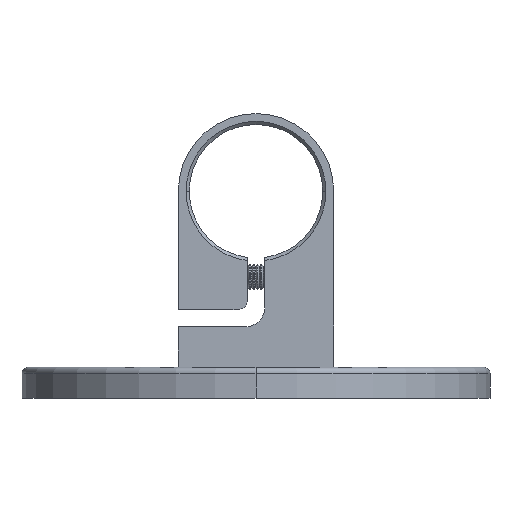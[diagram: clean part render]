
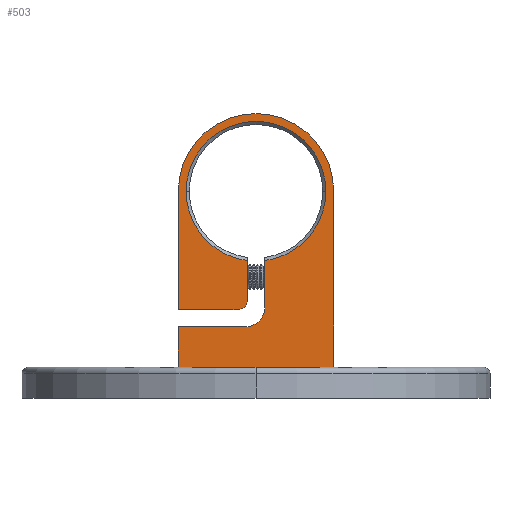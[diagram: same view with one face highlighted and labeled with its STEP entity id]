
A CAD part, front view. The second image highlights one B-rep face of the part: STEP entity #503.
In plain terms, the highlighted face is planar.
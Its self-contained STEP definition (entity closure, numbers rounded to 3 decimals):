
#23 = DIRECTION ( 'NONE',  ( 1., 0., 0. ) ) ;
#44 = CARTESIAN_POINT ( 'NONE',  ( 8., 13., 24.9 ) ) ;
#483 = DIRECTION ( 'NONE',  ( 0., 1., 0. ) ) ;
#503 = ADVANCED_FACE ( 'NONE', ( #26825 ), #7302, .T. ) ;
#832 = ORIENTED_EDGE ( 'NONE', *, *, #28797, .T. ) ;
#835 = LINE ( 'NONE', #13542, #13449 ) ;
#1399 = CARTESIAN_POINT ( 'NONE',  ( 8., 21.5, 5.75 ) ) ;
#1413 = ORIENTED_EDGE ( 'NONE', *, *, #23267, .T. ) ;
#1544 = DIRECTION ( 'NONE',  ( 1., 0., 0. ) ) ;
#1675 = EDGE_CURVE ( 'NONE', #10523, #13202, #4846, .T. ) ;
#2392 = DIRECTION ( 'NONE',  ( 0., 1., 0. ) ) ;
#2878 = DIRECTION ( 'NONE',  ( 0., 0., -1. ) ) ;
#4165 = VERTEX_POINT ( 'NONE', #17170 ) ;
#4322 = EDGE_CURVE ( 'NONE', #13974, #13617, #24917, .T. ) ;
#4398 = DIRECTION ( 'NONE',  ( -1., 0., 0. ) ) ;
#4601 = CARTESIAN_POINT ( 'NONE',  ( 8., 35.177, 2.75 ) ) ;
#4707 = DIRECTION ( 'NONE',  ( 0., 0., -1. ) ) ;
#4846 = LINE ( 'NONE', #7212, #5561 ) ;
#5266 = ORIENTED_EDGE ( 'NONE', *, *, #4322, .T. ) ;
#5561 = VECTOR ( 'NONE', #21174, 1000. ) ;
#6007 = DIRECTION ( 'NONE',  ( 0., 0., 1. ) ) ;
#6436 = EDGE_CURVE ( 'NONE', #7460, #17570, #14932, .T. ) ;
#6594 = CIRCLE ( 'NONE', #25439, 22.4 ) ;
#6808 = AXIS2_PLACEMENT_3D ( 'NONE', #21010, #23343, #19096 ) ;
#7212 = CARTESIAN_POINT ( 'NONE',  ( 8., 0., 24.9 ) ) ;
#7302 = PLANE ( 'NONE',  #20012 ) ;
#7460 = VERTEX_POINT ( 'NONE', #44 ) ;
#7487 = CARTESIAN_POINT ( 'NONE',  ( 8., 0., 24.9 ) ) ;
#7539 = LINE ( 'NONE', #28200, #19789 ) ;
#7777 = ORIENTED_EDGE ( 'NONE', *, *, #6436, .F. ) ;
#8191 = ORIENTED_EDGE ( 'NONE', *, *, #20270, .T. ) ;
#8469 = CARTESIAN_POINT ( 'NONE',  ( 8., 19., 3.25 ) ) ;
#9109 = CARTESIAN_POINT ( 'NONE',  ( 8., 18.5, 5.75 ) ) ;
#9396 = VERTEX_POINT ( 'NONE', #15588 ) ;
#10240 = EDGE_CURVE ( 'NONE', #9396, #29484, #25945, .T. ) ;
#10523 = VERTEX_POINT ( 'NONE', #7487 ) ;
#10620 = DIRECTION ( 'NONE',  ( -1., 0., 0. ) ) ;
#11755 = ORIENTED_EDGE ( 'NONE', *, *, #12895, .T. ) ;
#11775 = EDGE_CURVE ( 'NONE', #29484, #25305, #21589, .T. ) ;
#11916 = EDGE_CURVE ( 'NONE', #13202, #14517, #7539, .T. ) ;
#12877 = EDGE_LOOP ( 'NONE', ( #19063, #5266, #8191, #11755, #17567, #15363, #7777, #832, #29195, #23248, #1413, #23271, #24503, #16047 ) ) ;
#12895 = EDGE_CURVE ( 'NONE', #27870, #4165, #29454, .T. ) ;
#13162 = DIRECTION ( 'NONE',  ( 0., -1., 0. ) ) ;
#13202 = VERTEX_POINT ( 'NONE', #14388 ) ;
#13373 = DIRECTION ( 'NONE',  ( -1., 0., 0. ) ) ;
#13449 = VECTOR ( 'NONE', #18068, 1000. ) ;
#13542 = CARTESIAN_POINT ( 'NONE',  ( 8., 56.4, 24.9 ) ) ;
#13617 = VERTEX_POINT ( 'NONE', #15507 ) ;
#13702 = CARTESIAN_POINT ( 'NONE',  ( 8., 56.4, -22.4 ) ) ;
#13902 = CARTESIAN_POINT ( 'NONE',  ( 8., 18.5, 5.75 ) ) ;
#13974 = VERTEX_POINT ( 'NONE', #17395 ) ;
#14029 = VECTOR ( 'NONE', #15984, 1000. ) ;
#14151 = EDGE_CURVE ( 'NONE', #13974, #9396, #16182, .T. ) ;
#14255 = DIRECTION ( 'NONE',  ( 1., 0., 0. ) ) ;
#14388 = CARTESIAN_POINT ( 'NONE',  ( 8., 0., -24.9 ) ) ;
#14517 = VERTEX_POINT ( 'NONE', #24493 ) ;
#14932 = LINE ( 'NONE', #28005, #27535 ) ;
#15214 = DIRECTION ( 'NONE',  ( 0., 0., -1. ) ) ;
#15218 = LINE ( 'NONE', #15980, #20983 ) ;
#15298 = AXIS2_PLACEMENT_3D ( 'NONE', #20672, #4398, #25306 ) ;
#15363 = ORIENTED_EDGE ( 'NONE', *, *, #22613, .F. ) ;
#15507 = CARTESIAN_POINT ( 'NONE',  ( 8., 56.4, 22.4 ) ) ;
#15588 = CARTESIAN_POINT ( 'NONE',  ( 8., 21.5, 2.75 ) ) ;
#15854 = AXIS2_PLACEMENT_3D ( 'NONE', #8469, #1544, #15214 ) ;
#15980 = CARTESIAN_POINT ( 'NONE',  ( 8., 19., -2.75 ) ) ;
#15984 = DIRECTION ( 'NONE',  ( 0., -1., 0. ) ) ;
#16047 = ORIENTED_EDGE ( 'NONE', *, *, #10240, .F. ) ;
#16182 = LINE ( 'NONE', #4601, #14029 ) ;
#16846 = CARTESIAN_POINT ( 'NONE',  ( 8., 19., -2.75 ) ) ;
#17166 = LINE ( 'NONE', #19803, #26155 ) ;
#17170 = CARTESIAN_POINT ( 'NONE',  ( 8., 34.169, -2.75 ) ) ;
#17395 = CARTESIAN_POINT ( 'NONE',  ( 8., 34.169, 2.75 ) ) ;
#17567 = ORIENTED_EDGE ( 'NONE', *, *, #24141, .F. ) ;
#17570 = VERTEX_POINT ( 'NONE', #19290 ) ;
#17684 = DIRECTION ( 'NONE',  ( 0., 0., -1. ) ) ;
#18068 = DIRECTION ( 'NONE',  ( 0., -1., 0. ) ) ;
#18101 = CARTESIAN_POINT ( 'NONE',  ( 8., 56.4, 0. ) ) ;
#18546 = CIRCLE ( 'NONE', #18583, 24.9 ) ;
#18583 = AXIS2_PLACEMENT_3D ( 'NONE', #18101, #23, #4707 ) ;
#19063 = ORIENTED_EDGE ( 'NONE', *, *, #14151, .F. ) ;
#19096 = DIRECTION ( 'NONE',  ( 0., 0., -1. ) ) ;
#19290 = CARTESIAN_POINT ( 'NONE',  ( 8., 13., 3.25 ) ) ;
#19789 = VECTOR ( 'NONE', #483, 1000. ) ;
#19803 = CARTESIAN_POINT ( 'NONE',  ( 8., 56.4, 24.9 ) ) ;
#20012 = AXIS2_PLACEMENT_3D ( 'NONE', #23411, #14255, #2878 ) ;
#20048 = CARTESIAN_POINT ( 'NONE',  ( 8., 56.4, 24.9 ) ) ;
#20270 = EDGE_CURVE ( 'NONE', #13617, #27870, #6594, .T. ) ;
#20672 = CARTESIAN_POINT ( 'NONE',  ( 8., 56.4, 0. ) ) ;
#20983 = VECTOR ( 'NONE', #2392, 1000. ) ;
#21010 = CARTESIAN_POINT ( 'NONE',  ( 8., 56.4, 0. ) ) ;
#21174 = DIRECTION ( 'NONE',  ( 0., 0., -1. ) ) ;
#21584 = CIRCLE ( 'NONE', #15854, 6. ) ;
#21589 = LINE ( 'NONE', #9109, #21956 ) ;
#21956 = VECTOR ( 'NONE', #25213, 1000. ) ;
#22005 = VERTEX_POINT ( 'NONE', #16846 ) ;
#22613 = EDGE_CURVE ( 'NONE', #17570, #22005, #21584, .T. ) ;
#23248 = ORIENTED_EDGE ( 'NONE', *, *, #11916, .T. ) ;
#23267 = EDGE_CURVE ( 'NONE', #14517, #29357, #18546, .T. ) ;
#23271 = ORIENTED_EDGE ( 'NONE', *, *, #24482, .T. ) ;
#23343 = DIRECTION ( 'NONE',  ( -1., 0., 0. ) ) ;
#23411 = CARTESIAN_POINT ( 'NONE',  ( 8., 56.4, 0. ) ) ;
#23494 = DIRECTION ( 'NONE',  ( 0., 0., -1. ) ) ;
#24141 = EDGE_CURVE ( 'NONE', #22005, #4165, #15218, .T. ) ;
#24482 = EDGE_CURVE ( 'NONE', #29357, #25305, #835, .T. ) ;
#24493 = CARTESIAN_POINT ( 'NONE',  ( 8., 56.4, -24.9 ) ) ;
#24503 = ORIENTED_EDGE ( 'NONE', *, *, #11775, .F. ) ;
#24725 = CARTESIAN_POINT ( 'NONE',  ( 8., 56.4, 0. ) ) ;
#24727 = CARTESIAN_POINT ( 'NONE',  ( 8., 18.5, 24.9 ) ) ;
#24917 = CIRCLE ( 'NONE', #15298, 22.4 ) ;
#25213 = DIRECTION ( 'NONE',  ( 0., 0., 1. ) ) ;
#25305 = VERTEX_POINT ( 'NONE', #24727 ) ;
#25306 = DIRECTION ( 'NONE',  ( 0., 0., -1. ) ) ;
#25439 = AXIS2_PLACEMENT_3D ( 'NONE', #24725, #13373, #17684 ) ;
#25945 = CIRCLE ( 'NONE', #27381, 3. ) ;
#26155 = VECTOR ( 'NONE', #13162, 1000. ) ;
#26825 = FACE_OUTER_BOUND ( 'NONE', #12877, .T. ) ;
#27381 = AXIS2_PLACEMENT_3D ( 'NONE', #1399, #10620, #6007 ) ;
#27535 = VECTOR ( 'NONE', #23494, 1000. ) ;
#27870 = VERTEX_POINT ( 'NONE', #13702 ) ;
#28005 = CARTESIAN_POINT ( 'NONE',  ( 8., 13., 24.9 ) ) ;
#28200 = CARTESIAN_POINT ( 'NONE',  ( 8., 0., -24.9 ) ) ;
#28797 = EDGE_CURVE ( 'NONE', #7460, #10523, #17166, .T. ) ;
#29195 = ORIENTED_EDGE ( 'NONE', *, *, #1675, .T. ) ;
#29357 = VERTEX_POINT ( 'NONE', #20048 ) ;
#29454 = CIRCLE ( 'NONE', #6808, 22.4 ) ;
#29484 = VERTEX_POINT ( 'NONE', #13902 ) ;
